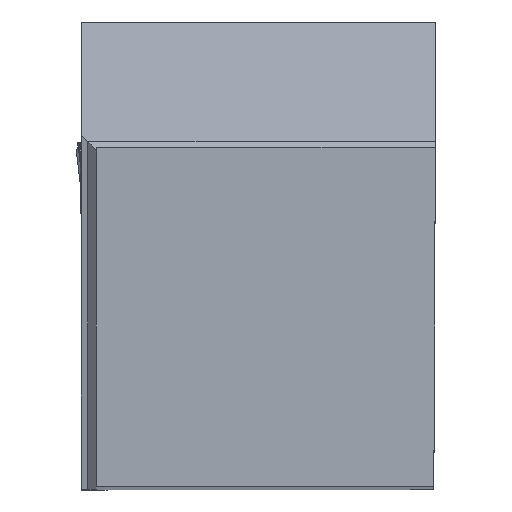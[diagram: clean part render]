
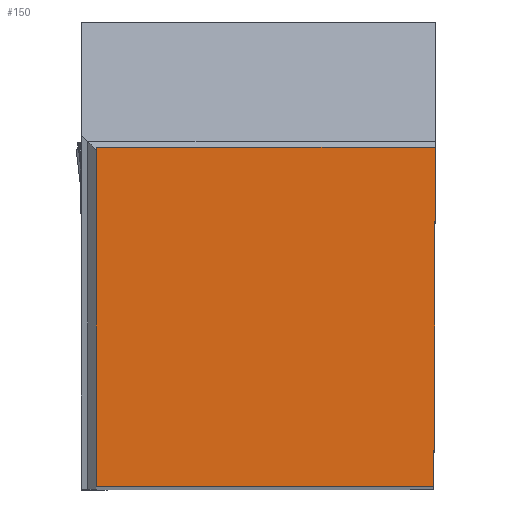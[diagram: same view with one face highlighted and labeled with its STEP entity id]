
A CAD part, top view. The second image highlights one B-rep face of the part: STEP entity #150.
In plain terms, the highlighted planar face has unit normal (0, 0, 1).
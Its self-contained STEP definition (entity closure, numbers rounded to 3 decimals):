
#150=ADVANCED_FACE('BLANK_BOXF006',(#246),#194,.F.);
#194=PLANE('',#1286);
#246=FACE_OUTER_BOUND('',#302,.T.);
#302=EDGE_LOOP('',(#574,#575,#576,#577));
#574=ORIENTED_EDGE('',*,*,#895,.F.);
#575=ORIENTED_EDGE('',*,*,#855,.F.);
#576=ORIENTED_EDGE('',*,*,#896,.F.);
#577=ORIENTED_EDGE('',*,*,#897,.F.);
#726=VERTEX_POINT('',#1874);
#727=VERTEX_POINT('',#1876);
#758=VERTEX_POINT('',#1952);
#759=VERTEX_POINT('',#1954);
#855=EDGE_CURVE('',#726,#727,#980,.T.);
#895=EDGE_CURVE('',#727,#758,#1013,.T.);
#896=EDGE_CURVE('',#759,#726,#1014,.T.);
#897=EDGE_CURVE('',#758,#759,#1015,.T.);
#980=LINE('',#1875,#1098);
#1013=LINE('',#1951,#1131);
#1014=LINE('',#1953,#1132);
#1015=LINE('',#1955,#1133);
#1098=VECTOR('',#1492,1.);
#1131=VECTOR('',#1549,1.);
#1132=VECTOR('',#1550,1.);
#1133=VECTOR('',#1551,1.);
#1286=AXIS2_PLACEMENT_3D('',#1956,#1552,#1553);
#1492=DIRECTION('',(-1.,0.,0.));
#1549=DIRECTION('',(0.,1.,0.));
#1550=DIRECTION('',(-0.004,-1.,0.));
#1551=DIRECTION('',(1.,0.,0.));
#1552=DIRECTION('',(0.,0.,-1.));
#1553=DIRECTION('',(0.,-1.,0.));
#1874=CARTESIAN_POINT('',(-0.087,0.,0.));
#1875=CARTESIAN_POINT('',(125.85,0.,0.));
#1876=CARTESIAN_POINT('',(-19.875,0.,0.));
#1951=CARTESIAN_POINT('',(-19.875,-125.85,0.));
#1952=CARTESIAN_POINT('',(-19.875,19.875,0.));
#1953=CARTESIAN_POINT('',(0.462,125.849,0.));
#1954=CARTESIAN_POINT('',(0.,19.875,0.));
#1955=CARTESIAN_POINT('',(-125.85,19.875,0.));
#1956=CARTESIAN_POINT('',(-20.75,-5.,0.));
